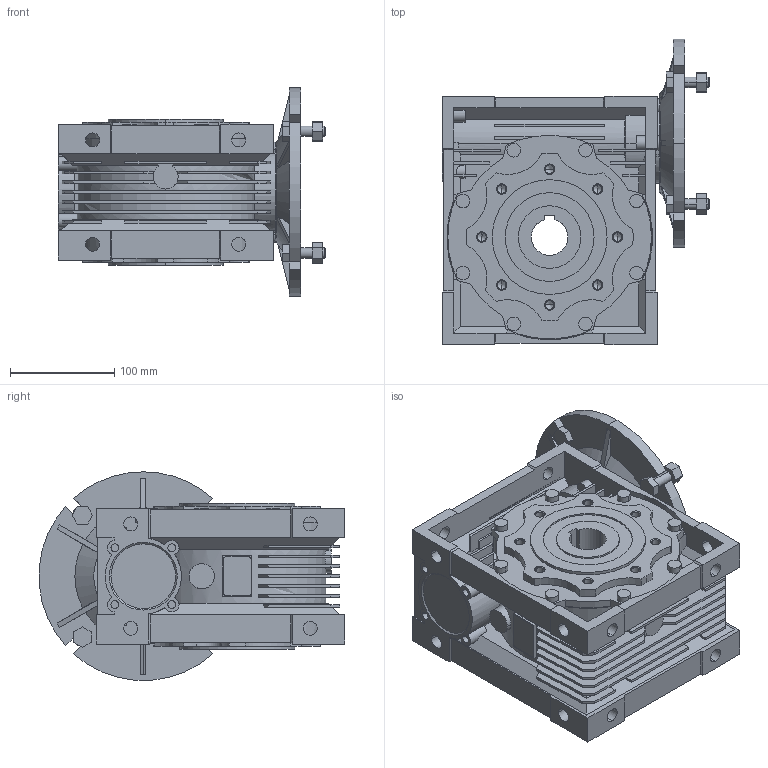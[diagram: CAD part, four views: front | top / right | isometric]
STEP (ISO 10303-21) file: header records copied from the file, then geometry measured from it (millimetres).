
FILE_DESCRIPTION (( 'STEP AP214' ), '1' );
FILE_NAME ('PMRV090_80_B5.STEP', '2018-05-29T11:53:08', ( 'admin' ), ( '' ), 'SwSTEP 2.0', 'SolidWorks 2018', '' );
FILE_SCHEMA (( 'AUTOMOTIVE_DESIGN' ));
Length unit declared in the file: millimetre
Products named in the file (1): PMRV090_80_B5
Bounding box: 256.5 x 292.67 x 199.67 mm (x, y, z)
Volume: 4667926 mm3; surface area: 681676.4 mm2
Topology: 4 solids, 6 shells, 1124 faces, 2991 edges, 1924 vertices
Faces by surface type: plane 670, cylinder 344, cone 106, torus 4
Entity records: 35868 total; most frequent: CARTESIAN_POINT 7614, ORIENTED_EDGE 5918, DIRECTION 5859, EDGE_CURVE 2959, AXIS2_PLACEMENT_3D 1963, LINE 1933, VECTOR 1933, VERTEX_POINT 1924
